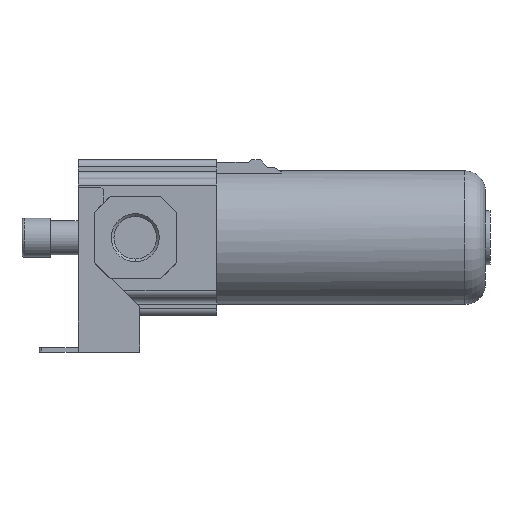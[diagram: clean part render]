
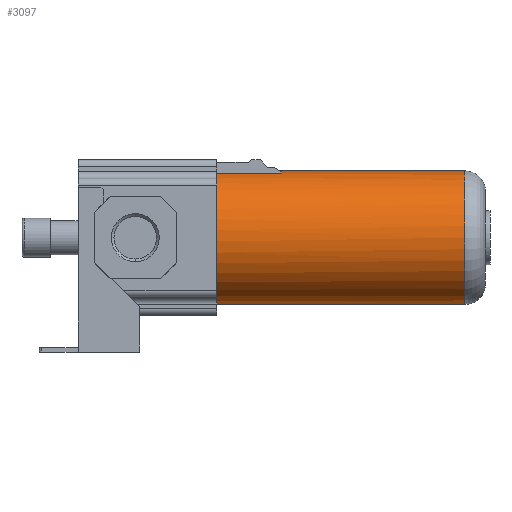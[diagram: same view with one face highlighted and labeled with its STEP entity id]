
A CAD part, left-side view. The second image highlights one B-rep face of the part: STEP entity #3097.
In plain terms, the highlighted cylindrical face has radius 29.2 mm (diameter 58.4 mm), a partial arc.
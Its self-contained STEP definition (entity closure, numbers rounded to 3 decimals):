
#278 = CIRCLE ( 'NONE', #708, 29.2 ) ;
#344 = CIRCLE ( 'NONE', #1941, 29.2 ) ;
#377 = CARTESIAN_POINT ( 'NONE',  ( -3.304, -63.602, 29.06 ) ) ;
#459 = LINE ( 'NONE', #4112, #2279 ) ;
#572 = DIRECTION ( 'NONE',  ( 0., 0., 1. ) ) ;
#583 = CARTESIAN_POINT ( 'NONE',  ( -8.1, -155., 28.054 ) ) ;
#690 = FACE_OUTER_BOUND ( 'NONE', #1737, .T. ) ;
#708 = AXIS2_PLACEMENT_3D ( 'NONE', #2953, #3015, #572 ) ;
#744 = CARTESIAN_POINT ( 'NONE',  ( 0., -144., -29.2 ) ) ;
#780 = CARTESIAN_POINT ( 'NONE',  ( -8.1, -35.5, 28.054 ) ) ;
#800 = EDGE_CURVE ( 'NONE', #912, #2262, #459, .T. ) ;
#881 = ORIENTED_EDGE ( 'NONE', *, *, #2249, .F. ) ;
#912 = VERTEX_POINT ( 'NONE', #3434 ) ;
#921 = LINE ( 'NONE', #583, #2010 ) ;
#944 = VERTEX_POINT ( 'NONE', #1061 ) ;
#949 = DIRECTION ( 'NONE',  ( 0., 1., 0. ) ) ;
#962 = ORIENTED_EDGE ( 'NONE', *, *, #800, .T. ) ;
#972 = AXIS2_PLACEMENT_3D ( 'NONE', #3390, #4023, #2296 ) ;
#1044 = DIRECTION ( 'NONE',  ( 0., 1., 0. ) ) ;
#1053 = EDGE_CURVE ( 'NONE', #3731, #2262, #1311, .T. ) ;
#1061 = CARTESIAN_POINT ( 'NONE',  ( -8.1, -64.1, 28.054 ) ) ;
#1104 = ORIENTED_EDGE ( 'NONE', *, *, #1770, .F. ) ;
#1120 = CARTESIAN_POINT ( 'NONE',  ( 0., -63.351, 29.2 ) ) ;
#1148 = CARTESIAN_POINT ( 'NONE',  ( 0., -144., 0. ) ) ;
#1286 = VECTOR ( 'NONE', #1314, 1000. ) ;
#1294 = LINE ( 'NONE', #3957, #1286 ) ;
#1311 =( BOUNDED_CURVE ( )  B_SPLINE_CURVE ( 3, ( #4142, #377, #1749, #1120 ),
 .UNSPECIFIED., .F., .T. ) 
 B_SPLINE_CURVE_WITH_KNOTS ( ( 4, 4 ),
 ( 2.972, 3.142 ),
 .UNSPECIFIED. ) 
 CURVE ( )  GEOMETRIC_REPRESENTATION_ITEM ( )  RATIONAL_B_SPLINE_CURVE ( ( 1., 0.998, 0.998, 1. ) ) 
 REPRESENTATION_ITEM ( '' )  );
#1314 = DIRECTION ( 'NONE',  ( 0., 1., 0. ) ) ;
#1316 = ORIENTED_EDGE ( 'NONE', *, *, #1053, .F. ) ;
#1626 = CIRCLE ( 'NONE', #972, 29.2 ) ;
#1737 = EDGE_LOOP ( 'NONE', ( #1316, #1104, #4301, #2311, #2675, #881, #962 ) ) ;
#1749 = CARTESIAN_POINT ( 'NONE',  ( -1.655, -63.351, 29.2 ) ) ;
#1770 = EDGE_CURVE ( 'NONE', #944, #3731, #1626, .T. ) ;
#1941 = AXIS2_PLACEMENT_3D ( 'NONE', #1148, #2368, #2301 ) ;
#1958 = DIRECTION ( 'NONE',  ( 0., -1., 0. ) ) ;
#1998 = CARTESIAN_POINT ( 'NONE',  ( -4.935, -64.1, 28.78 ) ) ;
#2010 = VECTOR ( 'NONE', #1958, 1000. ) ;
#2249 = EDGE_CURVE ( 'NONE', #912, #3969, #344, .T. ) ;
#2262 = VERTEX_POINT ( 'NONE', #3713 ) ;
#2279 = VECTOR ( 'NONE', #1044, 1000. ) ;
#2296 = DIRECTION ( 'NONE',  ( 0., 0., 1. ) ) ;
#2301 = DIRECTION ( 'NONE',  ( 0., 0., -1. ) ) ;
#2306 = CARTESIAN_POINT ( 'NONE',  ( 0., -35.5, -29.2 ) ) ;
#2311 = ORIENTED_EDGE ( 'NONE', *, *, #2713, .F. ) ;
#2368 = DIRECTION ( 'NONE',  ( 0., -1., 0. ) ) ;
#2604 = EDGE_CURVE ( 'NONE', #3969, #3833, #1294, .T. ) ;
#2675 = ORIENTED_EDGE ( 'NONE', *, *, #2604, .F. ) ;
#2713 = EDGE_CURVE ( 'NONE', #3833, #4308, #278, .T. ) ;
#2953 = CARTESIAN_POINT ( 'NONE',  ( 0., -35.5, 0. ) ) ;
#3015 = DIRECTION ( 'NONE',  ( 0., 1., 0. ) ) ;
#3097 = ADVANCED_FACE ( 'NONE', ( #690 ), #3303, .T. ) ;
#3256 = CARTESIAN_POINT ( 'NONE',  ( 0., -155., 0. ) ) ;
#3303 = CYLINDRICAL_SURFACE ( 'NONE', #4152, 29.2 ) ;
#3390 = CARTESIAN_POINT ( 'NONE',  ( 0., -64.1, 0. ) ) ;
#3434 = CARTESIAN_POINT ( 'NONE',  ( 0., -144., 29.2 ) ) ;
#3713 = CARTESIAN_POINT ( 'NONE',  ( 0., -63.351, 29.2 ) ) ;
#3731 = VERTEX_POINT ( 'NONE', #1998 ) ;
#3833 = VERTEX_POINT ( 'NONE', #2306 ) ;
#3845 = EDGE_CURVE ( 'NONE', #4308, #944, #921, .T. ) ;
#3957 = CARTESIAN_POINT ( 'NONE',  ( 0., -144., -29.2 ) ) ;
#3969 = VERTEX_POINT ( 'NONE', #744 ) ;
#4023 = DIRECTION ( 'NONE',  ( 0., 1., 0. ) ) ;
#4112 = CARTESIAN_POINT ( 'NONE',  ( 0., -144., 29.2 ) ) ;
#4142 = CARTESIAN_POINT ( 'NONE',  ( -4.935, -64.1, 28.78 ) ) ;
#4152 = AXIS2_PLACEMENT_3D ( 'NONE', #3256, #949, #4314 ) ;
#4301 = ORIENTED_EDGE ( 'NONE', *, *, #3845, .F. ) ;
#4308 = VERTEX_POINT ( 'NONE', #780 ) ;
#4314 = DIRECTION ( 'NONE',  ( 1., 0., 0. ) ) ;
